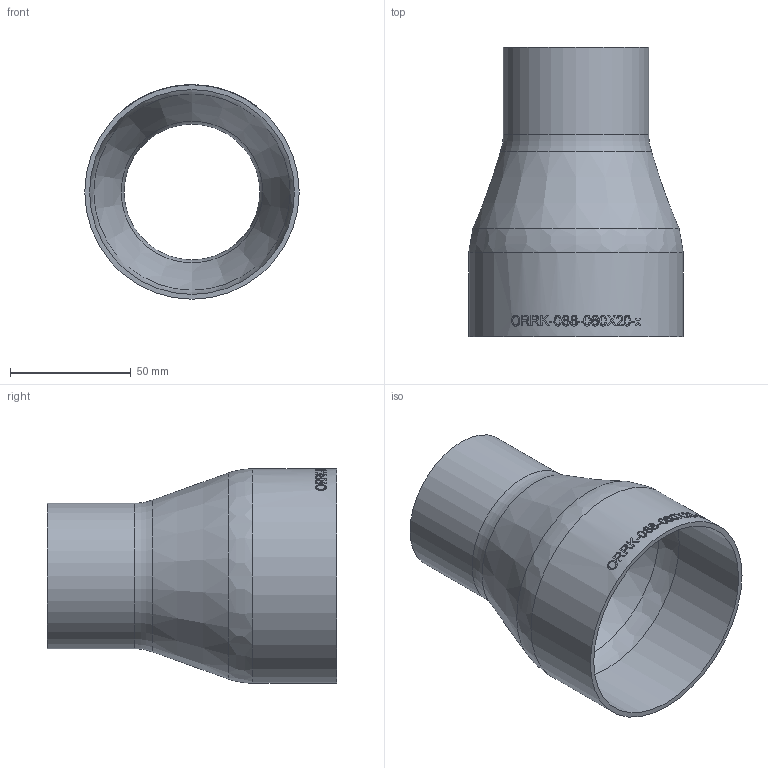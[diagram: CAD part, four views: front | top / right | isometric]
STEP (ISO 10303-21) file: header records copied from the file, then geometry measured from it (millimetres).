
FILE_DESCRIPTION (( 'STEP AP214' ), '1' );
FILE_NAME ('ORRK-088-060X20-x Reduzierung orbital ISO Koncenter 2008.STEP', '2020-08-14T12:56:56', ( '' ), ( '' ), 'SwSTEP 2.0', 'SolidWorks 2019', '' );
FILE_SCHEMA (( 'AUTOMOTIVE_DESIGN' ));
Length unit declared in the file: millimetre
Products named in the file (1): ORRK-088-060X20-x Reduzierung orbital ISO Koncenter 2008
Bounding box: 88.9 x 120 x 88.9 mm (x, y, z)
Volume: 54813.5 mm3; surface area: 56707.9 mm2
Topology: 1 solids, 1 shells, 243 faces, 628 edges, 416 vertices
Faces by surface type: bspline 154, plane 50, cylinder 33, torus 4, cone 2
Full cylindrical faces by diameter (mm): 56.3 x1, 60.3 x1, 84.9 x1, 88.9 x1
Entity records: 33949 total; most frequent: CARTESIAN_POINT 26938, ORIENTED_EDGE 1236, EDGE_CURVE 618, B_SPLINE_CURVE_WITH_KNOTS 480, VERTEX_POINT 416, DIRECTION 394, EDGE_LOOP 284, FACE_OUTER_BOUND 251
